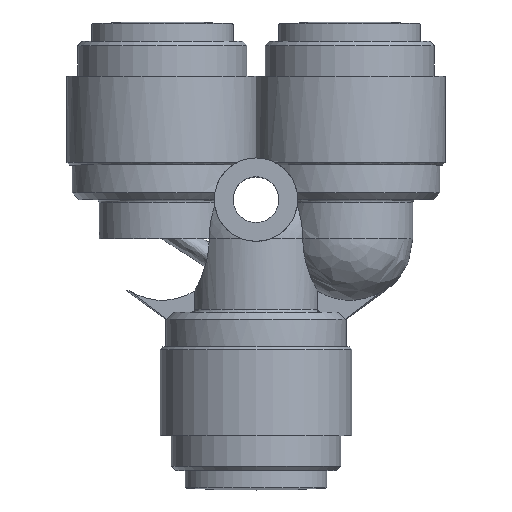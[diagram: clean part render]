
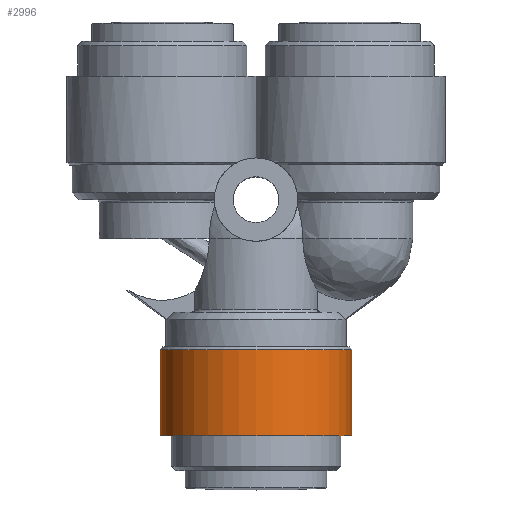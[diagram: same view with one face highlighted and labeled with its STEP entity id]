
A CAD part, top view. The second image highlights one B-rep face of the part: STEP entity #2996.
In plain terms, the highlighted cylindrical face has radius 6.9 mm (diameter 13.8 mm), a full revolution.
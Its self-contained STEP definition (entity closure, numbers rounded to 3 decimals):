
#2954=CARTESIAN_POINT('',(-6.9,3.9,0.0));
#2955=VERTEX_POINT('',#2954);
#2956=CARTESIAN_POINT('',(0.,3.9,0.0));
#2957=DIRECTION('',(0.0,1.0,0.0));
#2958=DIRECTION('',(-1.0,0.0,0.0));
#2959=AXIS2_PLACEMENT_3D('',#2956,#2957,#2958);
#2960=CIRCLE('',#2959,6.9);
#2961=EDGE_CURVE('',#2955,#2955,#2960,.T.);
#2977=CARTESIAN_POINT('',(0.,7.,0.0));
#2978=DIRECTION('',(0.0,1.0,0.0));
#2979=DIRECTION('',(-1.0,0.0,0.0));
#2980=AXIS2_PLACEMENT_3D('',#2977,#2978,#2979);
#2981=CYLINDRICAL_SURFACE('',#2980,6.9);
#2982=CARTESIAN_POINT('',(-6.9,10.1,0.0));
#2983=VERTEX_POINT('',#2982);
#2984=CARTESIAN_POINT('',(0.,10.1,0.0));
#2985=DIRECTION('',(0.0,1.0,0.0));
#2986=DIRECTION('',(-1.0,0.0,0.0));
#2987=AXIS2_PLACEMENT_3D('',#2984,#2985,#2986);
#2988=CIRCLE('',#2987,6.9);
#2989=EDGE_CURVE('',#2983,#2983,#2988,.T.);
#2990=ORIENTED_EDGE('',*,*,#2989,.F.);
#2991=EDGE_LOOP('',(#2990));
#2992=FACE_OUTER_BOUND('',#2991,.T.);
#2993=ORIENTED_EDGE('',*,*,#2961,.T.);
#2994=EDGE_LOOP('',(#2993));
#2995=FACE_BOUND('',#2994,.T.);
#2996=ADVANCED_FACE('',(#2992,#2995),#2981,.T.);
